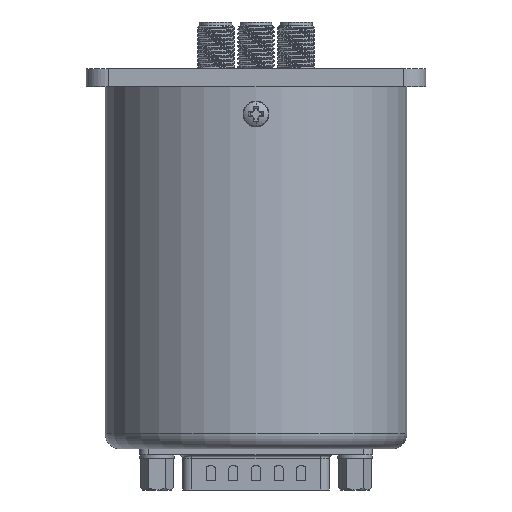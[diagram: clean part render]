
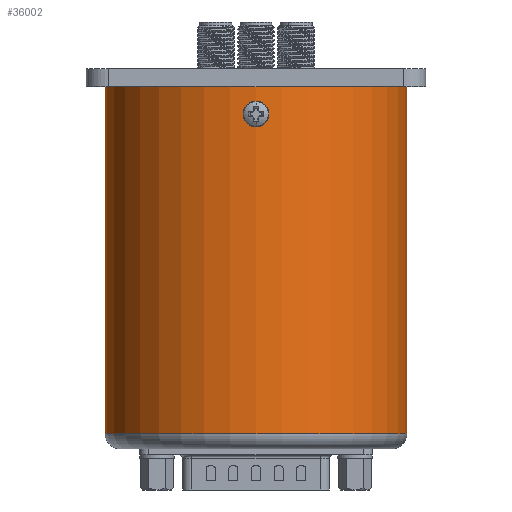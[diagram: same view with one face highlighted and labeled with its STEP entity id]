
A CAD part, front view. The second image highlights one B-rep face of the part: STEP entity #36002.
In plain terms, the highlighted cylindrical face has radius 25.4 mm (diameter 50.8 mm), a partial arc.
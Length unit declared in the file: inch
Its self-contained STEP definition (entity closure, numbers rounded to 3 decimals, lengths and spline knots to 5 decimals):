
#212 = CARTESIAN_POINT ( 'NONE',  ( -1., 0., -0.12 ) ) ;
#1084 = DIRECTION ( 'NONE',  ( 1., 0., 0. ) ) ;
#1249 = LINE ( 'NONE', #15818, #51328 ) ;
#1632 = VERTEX_POINT ( 'NONE', #13345 ) ;
#2965 = DIRECTION ( 'NONE',  ( 0., 0., 1. ) ) ;
#5671 = CARTESIAN_POINT ( 'NONE',  ( 1., 0., -0.12 ) ) ;
#6288 = CARTESIAN_POINT ( 'NONE',  ( -1., 0., -2.42 ) ) ;
#6649 = EDGE_CURVE ( 'NONE', #49062, #32892, #38291, .T. ) ;
#6734 = DIRECTION ( 'NONE',  ( 0., 0., 1. ) ) ;
#7269 = DIRECTION ( 'NONE',  ( 1., 0., 0. ) ) ;
#10579 = EDGE_LOOP ( 'NONE', ( #50441, #17838, #41399, #24463 ) ) ;
#10633 = AXIS2_PLACEMENT_3D ( 'NONE', #33958, #50147, #1084 ) ;
#10939 = DIRECTION ( 'NONE',  ( 0., 0., 1. ) ) ;
#13345 = CARTESIAN_POINT ( 'NONE',  ( 1., 0., -2.42 ) ) ;
#13421 = EDGE_CURVE ( 'NONE', #39065, #49062, #1249, .T. ) ;
#13888 = CARTESIAN_POINT ( 'NONE',  ( 1., 0., -2.52 ) ) ;
#15818 = CARTESIAN_POINT ( 'NONE',  ( -1., 0., -2.52 ) ) ;
#17838 = ORIENTED_EDGE ( 'NONE', *, *, #45327, .T. ) ;
#20235 = DIRECTION ( 'NONE',  ( -1., 0., 0. ) ) ;
#24463 = ORIENTED_EDGE ( 'NONE', *, *, #6649, .F. ) ;
#29925 = AXIS2_PLACEMENT_3D ( 'NONE', #31362, #6734, #7269 ) ;
#30294 = AXIS2_PLACEMENT_3D ( 'NONE', #52906, #2965, #20235 ) ;
#31362 = CARTESIAN_POINT ( 'NONE',  ( 0., 0., -2.42 ) ) ;
#32892 = VERTEX_POINT ( 'NONE', #5671 ) ;
#33958 = CARTESIAN_POINT ( 'NONE',  ( 0., 0., -2.52 ) ) ;
#36002 = ADVANCED_FACE ( 'NONE', ( #36466 ), #38280, .T. ) ;
#36466 = FACE_OUTER_BOUND ( 'NONE', #10579, .T. ) ;
#36565 = DIRECTION ( 'NONE',  ( 0., 0., 1. ) ) ;
#37881 = VECTOR ( 'NONE', #36565, 39.37008 ) ;
#38280 = CYLINDRICAL_SURFACE ( 'NONE', #10633, 1. ) ;
#38291 = CIRCLE ( 'NONE', #30294, 1. ) ;
#39065 = VERTEX_POINT ( 'NONE', #6288 ) ;
#39920 = CIRCLE ( 'NONE', #29925, 1. ) ;
#41399 = ORIENTED_EDGE ( 'NONE', *, *, #47111, .T. ) ;
#45327 = EDGE_CURVE ( 'NONE', #39065, #1632, #39920, .T. ) ;
#47111 = EDGE_CURVE ( 'NONE', #1632, #32892, #50096, .T. ) ;
#49062 = VERTEX_POINT ( 'NONE', #212 ) ;
#50096 = LINE ( 'NONE', #13888, #37881 ) ;
#50147 = DIRECTION ( 'NONE',  ( 0., 0., 1. ) ) ;
#50441 = ORIENTED_EDGE ( 'NONE', *, *, #13421, .F. ) ;
#51328 = VECTOR ( 'NONE', #10939, 39.37008 ) ;
#52906 = CARTESIAN_POINT ( 'NONE',  ( 0., 0., -0.12 ) ) ;
